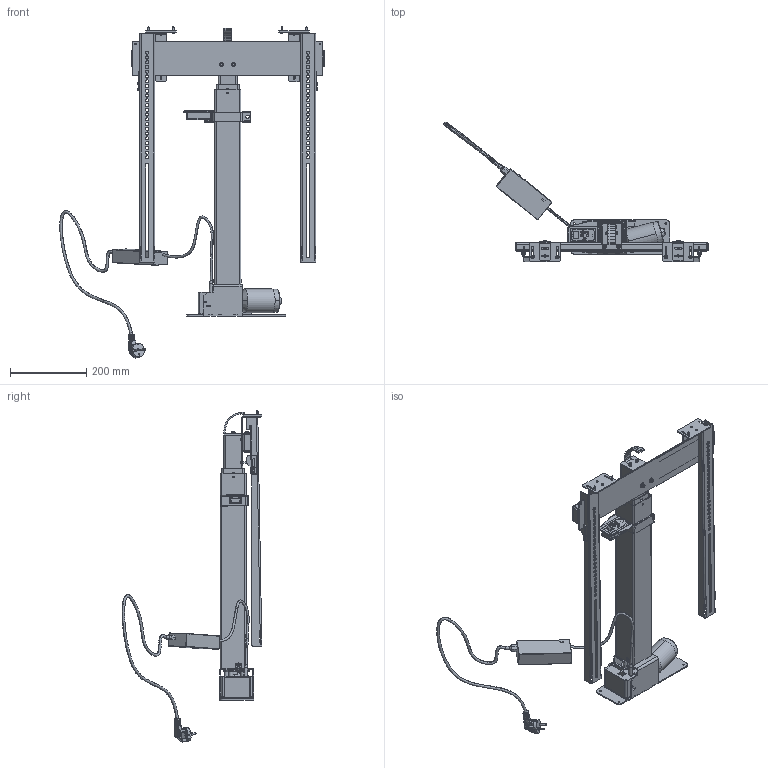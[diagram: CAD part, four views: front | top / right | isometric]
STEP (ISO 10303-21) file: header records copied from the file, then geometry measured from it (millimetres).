
FILE_DESCRIPTION (( 'STEP AP214' ), '1' );
FILE_NAME ('E1.00.00 PODNOŒNIK K1 ECO uproszczony.STEP', '2026-01-09T13:26:33', ( '' ), ( '' ), 'SwSTEP 2.0', 'SolidWorks 2023', '' );
FILE_SCHEMA (( 'AUTOMOTIVE_DESIGN' ));
Length unit declared in the file: millimetre
Products named in the file (53): PK.09.01.02 Podstawa; ISO 7380 M6 x 10_1; KE.09.00 Zespół Podstawy K; E1.03.00 Profil Zewnętrzny ECO; PK.02.02 Nakładka filcowa_1; ISO 4762 M5 x 16_3; KE.02.01 Uchwyt Teleskopu_Blacha; PK.09.06 Wibroizolator Silnika; DIN 6888 (I) 3 x 3,7_4; DIN 968 4,2x16 OC czarny (z podkładką); K1.02..01.02 Nakładka Belki; ISO 4762 M6 x 25_3; K1.02.01 Moduł Belki Nośnej; CBM-K; RL.02.01 uchwyt Klapy 2; PK.09.04 Tulejka dystansowa_4; PK.09.05 podkładka dociskowa_V2_3; Lid Bracket; E1.01.00 Moduł napędu; CBM-K.02; K1.01.02 Zespół teleskopu K1 ECO; ISO 4762-M6-35-OC; K1.02.02 Belka pionowa; CBM-S.01; RL.03.00 Uchwyt Klapy k_rot; ISO 15977-4,8-08-ST_ST; DIN 6923-M4-OC; PK.01.03 Blokada zawiesia_2; CBM-S.02; E1.01.01; ISO 7089 - 6_4; K1.01.02.02 Profil pośredni; CBM-S; PK.01.01 Tulejka Belki; KE.02.00 Uchwyt teleskopu_2; SILNIK 107.692_FCEE_4; RL.02.00 Uchwyt klapy 2 zlozenie; ISO 15977-4-08-ST_ST; PK.06.00 Zaczep Nośny Linki; PK.01.04 Wkładka nośna_1 ...
Assembly tree (80 placements, depth 5):
  E1.00.00 PODNOŚNIK K1 ECO uproszczony
    E1.01.00 Moduł napędu
      E1.01.01
        KE.09.00 Zespół Podstawy K
          KE.09.01.01 Płytka silnika
          PK.09.01.02 Podstawa
          ISO 4762 M6 x 25_3  x3
          PK.09.05 podkładka dociskowa_V2_3
          ISO 7089 - 6_4  x3
          PK.09.04 Tulejka dystansowa_4  x3
          PK.09.06 Wibroizolator Silnika  x3
          SILNIK 107.692_FCEE_4
          DIN 6888 (I) 3 x 3,7_4
      K1.01.03 Zabierak wieka
      K1.01.02 Zespół teleskopu K1 ECO
        K1.01.02.02 Profil pośredni
        K1.01.02.03 Profil wewnętrzny
        E1.03.00 Profil Zewnętrzny ECO
      ISO 15977-4,8-08-ST_ST  x4
      ISO 10642 M5 x  8_1  x2
      ISO 4762 M5 x 16_3  x2
      PK.06.00 Zaczep Nośny Linki
      ISO 15977-4-08-ST_ST  x2
      PK.01.04 Wkładka nośna_1
    E1.02.00
      K1.02.01 Moduł Belki Nośnej
        K1.02..01.02 Nakładka Belki
        PK.01.01 Tulejka Belki  x2
        K1.02.01.01 Belka pozioma_B3M
      K1.02.02 Belka pionowa  x2
      PK.01.03 Blokada zawiesia_2  x2
      ISO 7045 H M4 x 8 - 4.8 - H_2  x4
    KE.02.00 Uchwyt teleskopu_2
      KE.02.01 Uchwyt Teleskopu_Blacha
      PK.02.02 Nakładka filcowa_1
    ISO 7380 M6 x 10_1  x2
    ISO 4762-M6-35-OC  x2
    CBM-K
      CBM-K.01
      CBM-K.02
    CBM-S
      CBM-S.01
      CBM-S.02
    zasilaczzlozenie
      Część1
      plug corded
    Lid Bracket  x2
      RL.03.00 Uchwyt Klapy k_rot
      RL.02.00 Uchwyt klapy 2 zlozenie
        RL.02.01 uchwyt Klapy 2
        FH-M4-12-ST  x2
      DIN 968 4,2x16 OC czarny (z podkładką)
      DIN 6923-M4-OC
Bounding box: 694.97 x 367.39 x 872.24 mm (x, y, z)
Volume: 2213572.5 mm3; surface area: 1495935.1 mm2
Topology: 77 solids, 77 shells, 3681 faces, 9466 edges, 5972 vertices
Faces by surface type: plane 1900, cylinder 1190, cone 261, bspline 224, torus 106
Entity records: 86239 total; most frequent: CARTESIAN_POINT 21268, ORIENTED_EDGE 13302, DIRECTION 13010, EDGE_CURVE 6651, AXIS2_PLACEMENT_3D 4445, VERTEX_POINT 4221, LINE 4120, VECTOR 4120
